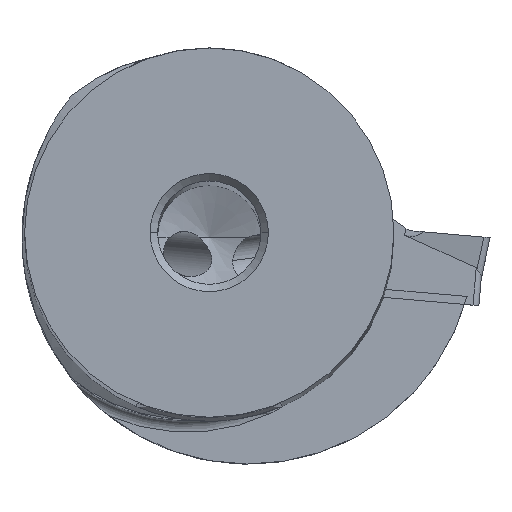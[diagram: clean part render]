
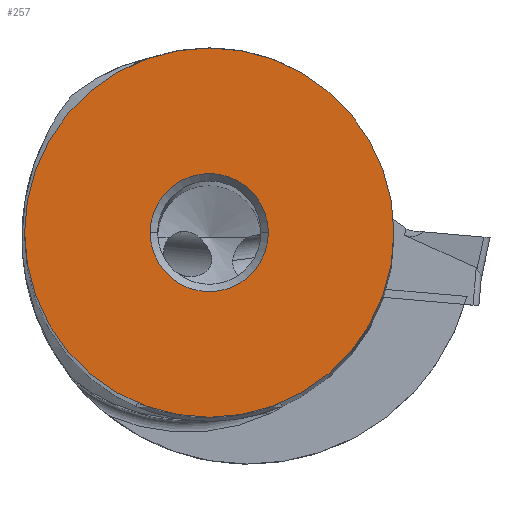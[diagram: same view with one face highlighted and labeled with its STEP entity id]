
A CAD part, top view. The second image highlights one B-rep face of the part: STEP entity #257.
In plain terms, the highlighted planar face has unit normal (0, 0, 1).
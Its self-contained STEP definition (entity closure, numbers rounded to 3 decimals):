
#50=FACE_BOUND('',#549,.T.);
#51=FACE_BOUND('',#550,.T.);
#257=ADVANCED_FACE('',(#50,#51),#316,.F.);
#316=PLANE('',#2903);
#549=EDGE_LOOP('',(#1218,#1219));
#550=EDGE_LOOP('',(#1220,#1221));
#1218=ORIENTED_EDGE('',*,*,#1942,.T.);
#1219=ORIENTED_EDGE('',*,*,#1943,.T.);
#1220=ORIENTED_EDGE('',*,*,#1941,.T.);
#1221=ORIENTED_EDGE('',*,*,#1939,.T.);
#1577=VERTEX_POINT('',#5824);
#1578=VERTEX_POINT('',#5826);
#1579=VERTEX_POINT('',#5832);
#1580=VERTEX_POINT('',#5833);
#1939=EDGE_CURVE('',#1578,#1577,#2217,.T.);
#1941=EDGE_CURVE('',#1577,#1578,#2218,.T.);
#1942=EDGE_CURVE('',#1579,#1580,#2219,.T.);
#1943=EDGE_CURVE('',#1580,#1579,#2220,.T.);
#2217=CIRCLE('',#2897,4.);
#2218=CIRCLE('',#2899,4.);
#2219=CIRCLE('',#2901,12.5);
#2220=CIRCLE('',#2902,12.5);
#2897=AXIS2_PLACEMENT_3D('',#5825,#3463,#3464);
#2899=AXIS2_PLACEMENT_3D('',#5829,#3468,#3469);
#2901=AXIS2_PLACEMENT_3D('',#5831,#3472,#3473);
#2902=AXIS2_PLACEMENT_3D('',#5834,#3474,#3475);
#2903=AXIS2_PLACEMENT_3D('',#5835,#3476,#3477);
#3463=DIRECTION('',(0.,0.,-1.));
#3464=DIRECTION('',(-1.,0.,0.));
#3468=DIRECTION('',(0.,0.,-1.));
#3469=DIRECTION('',(1.,0.,0.));
#3472=DIRECTION('',(0.,0.,1.));
#3473=DIRECTION('',(1.,0.,0.));
#3474=DIRECTION('',(0.,0.,1.));
#3475=DIRECTION('',(-1.,0.,0.));
#3476=DIRECTION('',(0.,0.,-1.));
#3477=DIRECTION('',(1.,0.,0.));
#5824=CARTESIAN_POINT('',(4.,0.,0.));
#5825=CARTESIAN_POINT('',(0.,0.,0.));
#5826=CARTESIAN_POINT('',(-4.,0.,0.));
#5829=CARTESIAN_POINT('',(0.,0.,0.));
#5831=CARTESIAN_POINT('',(0.,0.,0.));
#5832=CARTESIAN_POINT('',(12.5,0.,0.));
#5833=CARTESIAN_POINT('',(-12.5,0.,0.));
#5834=CARTESIAN_POINT('',(0.,0.,0.));
#5835=CARTESIAN_POINT('',(0.,0.,0.));
